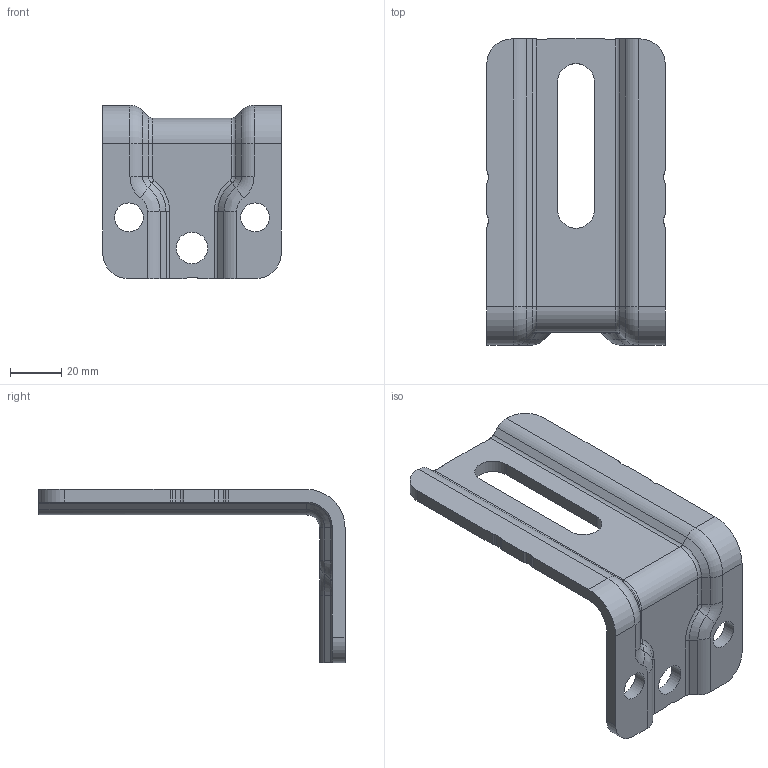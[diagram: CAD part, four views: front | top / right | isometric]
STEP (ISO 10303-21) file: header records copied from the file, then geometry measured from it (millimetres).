
FILE_DESCRIPTION(/* description */ (''),/* implementation_level */ '2;1');
FILE_NAME(/* name */ '6258L.stp',/* time_stamp */ '2019-08-05T14:47:03+02:00',/* author */ ('Marc'),/* organization */ (''),/* preprocessor_version */ 'ST-DEVELOPER v17.2',/* originating_system */ 'Autodesk Inventor 2019',/* authorisation */ '');
FILE_SCHEMA (('AUTOMOTIVE_DESIGN { 1 0 10303 214 3 1 1 }'));
Length unit declared in the file: metre
Products named in the file (1): 6258L_A
Bounding box: 70 x 120 x 67.9 mm (x, y, z)
Volume: 56991.4 mm3; surface area: 26511 mm2
Topology: 1 solids, 1 shells, 235 faces, 610 edges, 390 vertices
Faces by surface type: plane 127, cylinder 72, torus 18, cone 12, bspline 6
Full cylindrical faces by diameter (mm): 11.3 x2, 12.3 x1
Entity records: 7256 total; most frequent: CARTESIAN_POINT 1296, DIRECTION 1264, ORIENTED_EDGE 1220, EDGE_CURVE 610, AXIS2_PLACEMENT_3D 428, LINE 408, VECTOR 408, VERTEX_POINT 390
